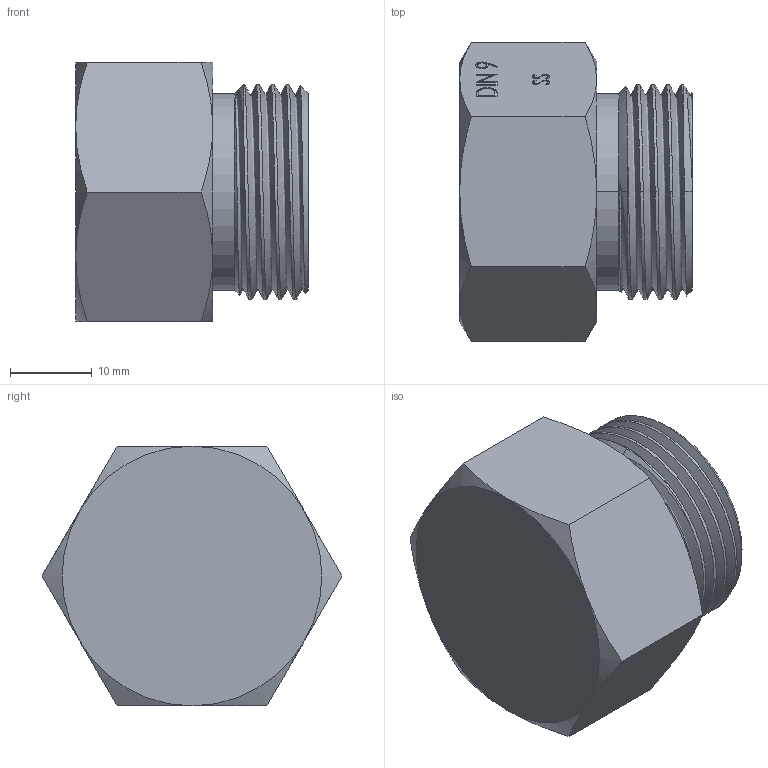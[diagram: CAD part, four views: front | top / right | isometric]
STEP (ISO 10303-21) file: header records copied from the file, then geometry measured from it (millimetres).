
FILE_DESCRIPTION (( 'STEP AP203' ), '1' );
FILE_NAME ('AD-DIN9MSS-BL.STEP', '2025-08-18T19:52:50', ( '' ), ( '' ), 'SwSTEP 2.0', 'SolidWorks 2018', '' );
FILE_SCHEMA (( 'CONFIG_CONTROL_DESIGN' ));
Length unit declared in the file: inch
Products named in the file (1): AD-DIN9MSS-BL
Bounding box: 28.45 x 36.66 x 31.75 mm (x, y, z)
Volume: 18967.4 mm3; surface area: 5299.3 mm2
Topology: 1 solids, 1 shells, 126 faces, 325 edges, 211 vertices
Faces by surface type: bspline 48, plane 45, cone 20, cylinder 13
Entity records: 8935 total; most frequent: CARTESIAN_POINT 6192, ORIENTED_EDGE 650, DIRECTION 366, EDGE_CURVE 325, VERTEX_POINT 211, LINE 152, VECTOR 152, B_SPLINE_CURVE_WITH_KNOTS 145
